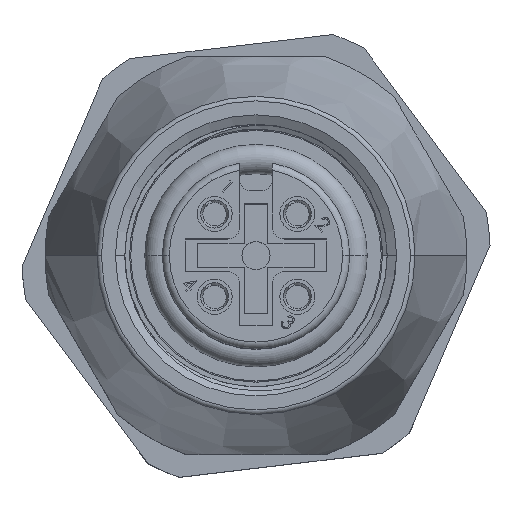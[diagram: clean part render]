
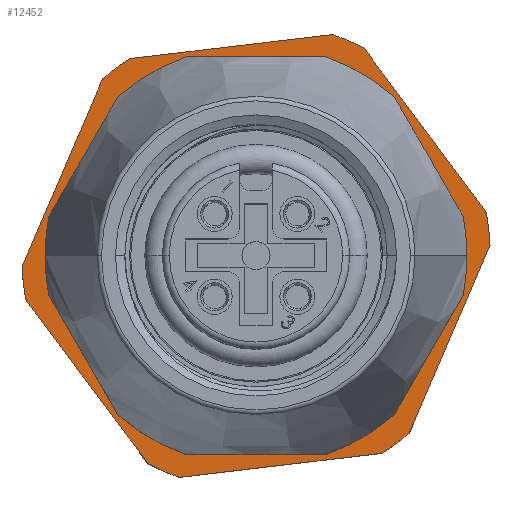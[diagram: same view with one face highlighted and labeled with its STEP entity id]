
A CAD part, top view. The second image highlights one B-rep face of the part: STEP entity #12452.
In plain terms, the highlighted planar face has unit normal (0, 0, 1).
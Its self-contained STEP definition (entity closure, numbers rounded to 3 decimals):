
#422 = FACE_OUTER_BOUND ( 'NONE', #11490, .T. ) ;
#428 = FACE_BOUND ( 'NONE', #11486, .T. ) ;
#3048 = PLANE ( 'NONE',  #14662 ) ;
#3051 = CARTESIAN_POINT ( 'NONE',  ( 0., 0., 2.8 ) ) ;
#3059 = DIRECTION ( 'NONE',  ( 0., 0., 1. ) ) ;
#3060 = DIRECTION ( 'NONE',  ( 1., 0., 0. ) ) ;
#6333 = CARTESIAN_POINT ( 'NONE',  ( -7.6, 0., 2.8 ) ) ;
#6341 = CARTESIAN_POINT ( 'NONE',  ( 4.359, 9., 2.8 ) ) ;
#6342 = CARTESIAN_POINT ( 'NONE',  ( -9.974, 0.725, 2.8 ) ) ;
#6344 = CARTESIAN_POINT ( 'NONE',  ( 7.6, 0., 2.8 ) ) ;
#6348 = CARTESIAN_POINT ( 'NONE',  ( 5.615, 8.275, 2.8 ) ) ;
#6349 = CARTESIAN_POINT ( 'NONE',  ( -5.615, -8.275, 2.8 ) ) ;
#6350 = CARTESIAN_POINT ( 'NONE',  ( 4.359, -9., 2.8 ) ) ;
#6354 = CARTESIAN_POINT ( 'NONE',  ( 9.974, -0.725, 2.8 ) ) ;
#6359 = CARTESIAN_POINT ( 'NONE',  ( -9.974, -0.725, 2.8 ) ) ;
#8100 = CARTESIAN_POINT ( 'NONE',  ( 5.615, -8.275, 2.8 ) ) ;
#8101 = CARTESIAN_POINT ( 'NONE',  ( -5.615, 8.275, 2.8 ) ) ;
#8105 = CARTESIAN_POINT ( 'NONE',  ( 9.974, 0.725, 2.8 ) ) ;
#8197 = CARTESIAN_POINT ( 'NONE',  ( -4.359, 9., 2.8 ) ) ;
#8200 = CARTESIAN_POINT ( 'NONE',  ( -10., 0., 2.8 ) ) ;
#8228 = CARTESIAN_POINT ( 'NONE',  ( -4.359, -9., 2.8 ) ) ;
#9911 = ORIENTED_EDGE ( 'NONE', *, *, #10786, .T. ) ;
#9939 = ORIENTED_EDGE ( 'NONE', *, *, #10765, .T. ) ;
#9947 = ORIENTED_EDGE ( 'NONE', *, *, #10784, .T. ) ;
#9954 = ORIENTED_EDGE ( 'NONE', *, *, #10787, .T. ) ;
#9960 = ORIENTED_EDGE ( 'NONE', *, *, #10775, .T. ) ;
#9965 = ORIENTED_EDGE ( 'NONE', *, *, #10785, .T. ) ;
#9987 = ORIENTED_EDGE ( 'NONE', *, *, #10780, .F. ) ;
#9990 = ORIENTED_EDGE ( 'NONE', *, *, #10752, .F. ) ;
#9996 = ORIENTED_EDGE ( 'NONE', *, *, #10783, .T. ) ;
#10005 = ORIENTED_EDGE ( 'NONE', *, *, #10757, .T. ) ;
#10008 = ORIENTED_EDGE ( 'NONE', *, *, #10781, .T. ) ;
#10010 = ORIENTED_EDGE ( 'NONE', *, *, #10750, .T. ) ;
#10016 = ORIENTED_EDGE ( 'NONE', *, *, #10769, .T. ) ;
#10033 = ORIENTED_EDGE ( 'NONE', *, *, #10763, .T. ) ;
#10051 = ORIENTED_EDGE ( 'NONE', *, *, #10777, .T. ) ;
#10095 = VERTEX_POINT ( 'NONE', #8197 ) ;
#10096 = VERTEX_POINT ( 'NONE', #8200 ) ;
#10100 = VERTEX_POINT ( 'NONE', #8101 ) ;
#10103 = VERTEX_POINT ( 'NONE', #8105 ) ;
#10106 = VERTEX_POINT ( 'NONE', #8228 ) ;
#10107 = VERTEX_POINT ( 'NONE', #8100 ) ;
#10533 = AXIS2_PLACEMENT_3D ( 'NONE', #15647, #15648, #15649 ) ;
#10535 = AXIS2_PLACEMENT_3D ( 'NONE', #15637, #15638, #15639 ) ;
#10536 = AXIS2_PLACEMENT_3D ( 'NONE', #15634, #15635, #15636 ) ;
#10540 = AXIS2_PLACEMENT_3D ( 'NONE', #15617, #15618, #15619 ) ;
#10542 = AXIS2_PLACEMENT_3D ( 'NONE', #15607, #15608, #15609 ) ;
#10543 = AXIS2_PLACEMENT_3D ( 'NONE', #15604, #15605, #15606 ) ;
#10546 = AXIS2_PLACEMENT_3D ( 'NONE', #15587, #15588, #15589 ) ;
#10548 = AXIS2_PLACEMENT_3D ( 'NONE', #15576, #15577, #15578 ) ;
#10550 = AXIS2_PLACEMENT_3D ( 'NONE', #15569, #15570, #15571 ) ;
#10750 = EDGE_CURVE ( 'NONE', #10096, #11372, #11828, .T. ) ;
#10752 = EDGE_CURVE ( 'NONE', #11358, #11355, #11782, .T. ) ;
#10757 = EDGE_CURVE ( 'NONE', #11353, #10096, #11777, .T. ) ;
#10763 = EDGE_CURVE ( 'NONE', #11362, #10106, #11766, .T. ) ;
#10765 = EDGE_CURVE ( 'NONE', #10095, #10100, #11762, .T. ) ;
#10769 = EDGE_CURVE ( 'NONE', #11367, #10103, #11757, .T. ) ;
#10775 = EDGE_CURVE ( 'NONE', #11361, #11356, #11747, .T. ) ;
#10777 = EDGE_CURVE ( 'NONE', #11363, #10107, #11744, .T. ) ;
#10780 = EDGE_CURVE ( 'NONE', #11355, #11358, #11748, .T. ) ;
#10781 = EDGE_CURVE ( 'NONE', #11372, #11362, #11738, .T. ) ;
#10783 = EDGE_CURVE ( 'NONE', #10106, #11363, #11737, .T. ) ;
#10784 = EDGE_CURVE ( 'NONE', #10107, #11367, #11735, .T. ) ;
#10785 = EDGE_CURVE ( 'NONE', #10103, #11361, #11733, .T. ) ;
#10786 = EDGE_CURVE ( 'NONE', #11356, #10095, #11731, .T. ) ;
#10787 = EDGE_CURVE ( 'NONE', #10100, #11353, #11729, .T. ) ;
#11353 = VERTEX_POINT ( 'NONE', #6342 ) ;
#11355 = VERTEX_POINT ( 'NONE', #6344 ) ;
#11356 = VERTEX_POINT ( 'NONE', #6341 ) ;
#11358 = VERTEX_POINT ( 'NONE', #6333 ) ;
#11361 = VERTEX_POINT ( 'NONE', #6348 ) ;
#11362 = VERTEX_POINT ( 'NONE', #6349 ) ;
#11363 = VERTEX_POINT ( 'NONE', #6350 ) ;
#11367 = VERTEX_POINT ( 'NONE', #6354 ) ;
#11372 = VERTEX_POINT ( 'NONE', #6359 ) ;
#11486 = EDGE_LOOP ( 'NONE', ( #9987, #9990 ) ) ;
#11490 = EDGE_LOOP ( 'NONE', ( #10005, #10010, #10008, #10033, #9996, #10051, #9947, #10016, #9965, #9960, #9911, #9939, #9954 ) ) ;
#11726 = VECTOR ( 'NONE', #15659, 1000. ) ;
#11728 = VECTOR ( 'NONE', #15657, 1000. ) ;
#11729 = LINE ( 'NONE', #15658, #11726 ) ;
#11730 = VECTOR ( 'NONE', #15655, 1000. ) ;
#11731 = LINE ( 'NONE', #15656, #11728 ) ;
#11732 = VECTOR ( 'NONE', #15653, 1000. ) ;
#11733 = LINE ( 'NONE', #15654, #11730 ) ;
#11734 = VECTOR ( 'NONE', #15651, 1000. ) ;
#11735 = LINE ( 'NONE', #15652, #11732 ) ;
#11736 = VECTOR ( 'NONE', #15640, 1000. ) ;
#11737 = LINE ( 'NONE', #15650, #11734 ) ;
#11738 = LINE ( 'NONE', #15641, #11736 ) ;
#11744 = CIRCLE ( 'NONE', #10535, 10. ) ;
#11747 = CIRCLE ( 'NONE', #10536, 10. ) ;
#11748 = CIRCLE ( 'NONE', #10533, 7.6 ) ;
#11757 = CIRCLE ( 'NONE', #10540, 10. ) ;
#11762 = CIRCLE ( 'NONE', #10542, 10. ) ;
#11766 = CIRCLE ( 'NONE', #10543, 10. ) ;
#11777 = CIRCLE ( 'NONE', #10546, 10. ) ;
#11782 = CIRCLE ( 'NONE', #10548, 7.6 ) ;
#11828 = CIRCLE ( 'NONE', #10550, 10. ) ;
#12452 = ADVANCED_FACE ( 'NONE', ( #428, #422 ), #3048, .T. ) ;
#14662 = AXIS2_PLACEMENT_3D ( 'NONE', #3051, #3059, #3060 ) ;
#15569 = CARTESIAN_POINT ( 'NONE',  ( 0., 0., 2.8 ) ) ;
#15570 = DIRECTION ( 'NONE',  ( 0., 0., 1. ) ) ;
#15571 = DIRECTION ( 'NONE',  ( 1., 0., 0. ) ) ;
#15576 = CARTESIAN_POINT ( 'NONE',  ( 0., 0., 2.8 ) ) ;
#15577 = DIRECTION ( 'NONE',  ( 0., 0., 1. ) ) ;
#15578 = DIRECTION ( 'NONE',  ( 1., 0., 0. ) ) ;
#15587 = CARTESIAN_POINT ( 'NONE',  ( 0., 0., 2.8 ) ) ;
#15588 = DIRECTION ( 'NONE',  ( 0., 0., 1. ) ) ;
#15589 = DIRECTION ( 'NONE',  ( 1., 0., 0. ) ) ;
#15604 = CARTESIAN_POINT ( 'NONE',  ( 0., 0., 2.8 ) ) ;
#15605 = DIRECTION ( 'NONE',  ( 0., 0., 1. ) ) ;
#15606 = DIRECTION ( 'NONE',  ( 1., 0., 0. ) ) ;
#15607 = CARTESIAN_POINT ( 'NONE',  ( 0., 0., 2.8 ) ) ;
#15608 = DIRECTION ( 'NONE',  ( 0., 0., 1. ) ) ;
#15609 = DIRECTION ( 'NONE',  ( 1., 0., 0. ) ) ;
#15617 = CARTESIAN_POINT ( 'NONE',  ( 0., 0., 2.8 ) ) ;
#15618 = DIRECTION ( 'NONE',  ( 0., 0., 1. ) ) ;
#15619 = DIRECTION ( 'NONE',  ( 1., 0., 0. ) ) ;
#15634 = CARTESIAN_POINT ( 'NONE',  ( 0., 0., 2.8 ) ) ;
#15635 = DIRECTION ( 'NONE',  ( 0., 0., 1. ) ) ;
#15636 = DIRECTION ( 'NONE',  ( 1., 0., 0. ) ) ;
#15637 = CARTESIAN_POINT ( 'NONE',  ( 0., 0., 2.8 ) ) ;
#15638 = DIRECTION ( 'NONE',  ( 0., 0., 1. ) ) ;
#15639 = DIRECTION ( 'NONE',  ( 1., 0., 0. ) ) ;
#15640 = DIRECTION ( 'NONE',  ( 0.5, -0.866, 0. ) ) ;
#15641 = CARTESIAN_POINT ( 'NONE',  ( -16.835, 11.16, 2.8 ) ) ;
#15647 = CARTESIAN_POINT ( 'NONE',  ( 0., 0., 2.8 ) ) ;
#15648 = DIRECTION ( 'NONE',  ( 0., 0., 1. ) ) ;
#15649 = DIRECTION ( 'NONE',  ( 1., 0., 0. ) ) ;
#15650 = CARTESIAN_POINT ( 'NONE',  ( -18.082, -9., 2.8 ) ) ;
#15651 = DIRECTION ( 'NONE',  ( 1., 0., 0. ) ) ;
#15652 = CARTESIAN_POINT ( 'NONE',  ( 16.835, 11.16, 2.8 ) ) ;
#15653 = DIRECTION ( 'NONE',  ( 0.5, 0.866, 0. ) ) ;
#15654 = CARTESIAN_POINT ( 'NONE',  ( -1.247, 20.16, 2.8 ) ) ;
#15655 = DIRECTION ( 'NONE',  ( -0.5, 0.866, 0. ) ) ;
#15656 = CARTESIAN_POINT ( 'NONE',  ( -18.082, 9., 2.8 ) ) ;
#15657 = DIRECTION ( 'NONE',  ( -1., 0., 0. ) ) ;
#15658 = CARTESIAN_POINT ( 'NONE',  ( 1.247, 20.16, 2.8 ) ) ;
#15659 = DIRECTION ( 'NONE',  ( -0.5, -0.866, 0. ) ) ;
